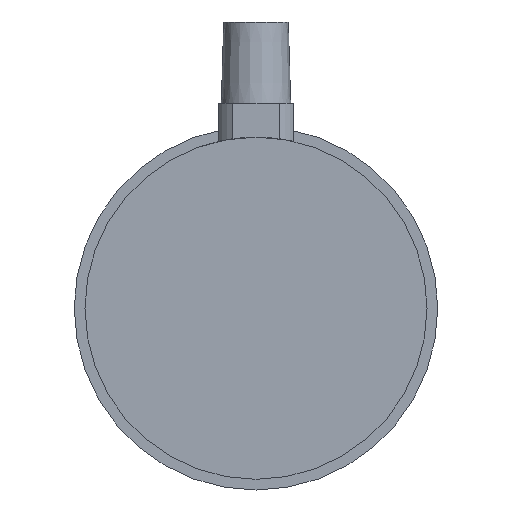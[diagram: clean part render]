
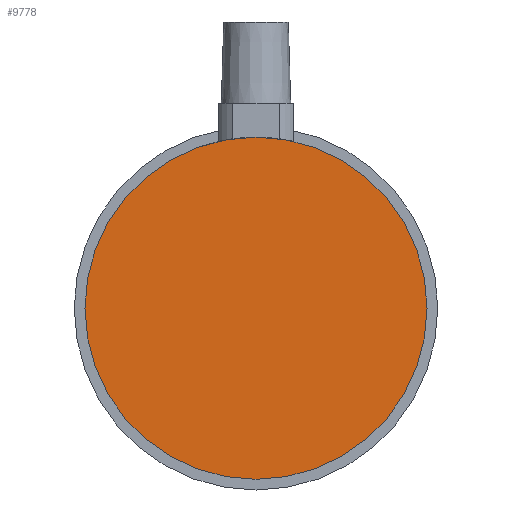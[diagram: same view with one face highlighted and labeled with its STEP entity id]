
A CAD part, front view. The second image highlights one B-rep face of the part: STEP entity #9778.
In plain terms, the highlighted planar face has unit normal (0, -1, 0).
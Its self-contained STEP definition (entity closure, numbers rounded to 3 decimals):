
#3962 = AXIS2_PLACEMENT_3D ( 'NONE', #42399, #42401, #42403 ) ;
#4175 = AXIS2_PLACEMENT_3D ( 'NONE', #61767, #61769, #61771 ) ;
#4660 = CIRCLE ( 'NONE', #3962, 31.496 ) ;
#5440 = EDGE_LOOP ( 'NONE', ( #11459, #11460 ) ) ;
#9778 = ADVANCED_FACE ( 'NONE', ( #43793 ), #47561, .F. ) ;
#10380 = EDGE_CURVE ( 'NONE', #22314, #22315, #4660, .T. ) ;
#11459 = ORIENTED_EDGE ( 'NONE', *, *, #10380, .F. ) ;
#11460 = ORIENTED_EDGE ( 'NONE', *, *, #20925, .F. ) ;
#20925 = EDGE_CURVE ( 'NONE', #22315, #22314, #57726, .T. ) ;
#22314 = VERTEX_POINT ( 'NONE', #63203 ) ;
#22315 = VERTEX_POINT ( 'NONE', #63204 ) ;
#42399 = CARTESIAN_POINT ( 'NONE',  ( 31.63, 311.362, -5.302 ) ) ;
#42401 = DIRECTION ( 'NONE',  ( 0., 1., 0. ) ) ;
#42403 = DIRECTION ( 'NONE',  ( 0., 0., 1. ) ) ;
#43793 = FACE_OUTER_BOUND ( 'NONE', #5440, .T. ) ;
#47561 = PLANE ( 'NONE',  #49055 ) ;
#47576 = CARTESIAN_POINT ( 'NONE',  ( 31.63, 311.362, -5.302 ) ) ;
#47578 = DIRECTION ( 'NONE',  ( 0., 1., 0. ) ) ;
#47580 = DIRECTION ( 'NONE',  ( 0., 0., 1. ) ) ;
#49055 = AXIS2_PLACEMENT_3D ( 'NONE', #47576, #47578, #47580 ) ;
#57726 = CIRCLE ( 'NONE', #4175, 31.496 ) ;
#61767 = CARTESIAN_POINT ( 'NONE',  ( 31.63, 311.362, -5.302 ) ) ;
#61769 = DIRECTION ( 'NONE',  ( 0., 1., 0. ) ) ;
#61771 = DIRECTION ( 'NONE',  ( 0., 0., 1. ) ) ;
#63203 = CARTESIAN_POINT ( 'NONE',  ( 31.63, 311.362, -36.798 ) ) ;
#63204 = CARTESIAN_POINT ( 'NONE',  ( 31.63, 311.362, 26.194 ) ) ;
